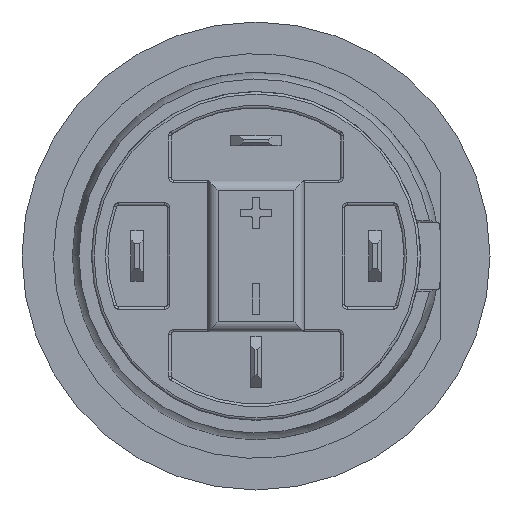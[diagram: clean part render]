
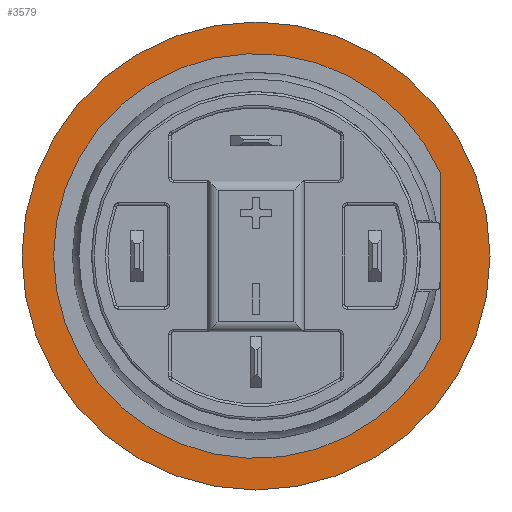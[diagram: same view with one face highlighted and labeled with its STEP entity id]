
A CAD part, front view. The second image highlights one B-rep face of the part: STEP entity #3579.
In plain terms, the highlighted planar face has unit normal (0, -1, 0).
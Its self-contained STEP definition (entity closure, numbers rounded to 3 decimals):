
#102=PLANE('',#3986);
#804=FACE_BOUND('',#1272,.T.);
#1046=FACE_OUTER_BOUND('',#1271,.T.);
#1271=EDGE_LOOP('',(#3337,#3338));
#1272=EDGE_LOOP('',(#3339,#3340));
#1482=CIRCLE('',#3987,9.25);
#1483=CIRCLE('',#3988,9.25);
#1484=CIRCLE('',#3989,7.256);
#1485=CIRCLE('',#3990,7.256);
#1816=VERTEX_POINT('',#6509);
#1817=VERTEX_POINT('',#6510);
#1818=VERTEX_POINT('',#6513);
#1819=VERTEX_POINT('',#6514);
#2329=EDGE_CURVE('',#1816,#1817,#1482,.T.);
#2330=EDGE_CURVE('',#1817,#1816,#1483,.T.);
#2331=EDGE_CURVE('',#1818,#1819,#1484,.T.);
#2332=EDGE_CURVE('',#1819,#1818,#1485,.T.);
#3337=ORIENTED_EDGE('',*,*,#2329,.T.);
#3338=ORIENTED_EDGE('',*,*,#2330,.T.);
#3339=ORIENTED_EDGE('',*,*,#2331,.F.);
#3340=ORIENTED_EDGE('',*,*,#2332,.F.);
#3579=ADVANCED_FACE('',(#1046,#804),#102,.T.);
#3986=AXIS2_PLACEMENT_3D('',#6508,#5063,#5064);
#3987=AXIS2_PLACEMENT_3D('',#6511,#5065,#5066);
#3988=AXIS2_PLACEMENT_3D('',#6512,#5067,#5068);
#3989=AXIS2_PLACEMENT_3D('',#6515,#5069,#5070);
#3990=AXIS2_PLACEMENT_3D('',#6516,#5071,#5072);
#5063=DIRECTION('center_axis',(0.,-1.,0.));
#5064=DIRECTION('ref_axis',(0.,0.,-1.));
#5065=DIRECTION('center_axis',(0.,-1.,0.));
#5066=DIRECTION('ref_axis',(1.,0.,0.));
#5067=DIRECTION('center_axis',(0.,-1.,0.));
#5068=DIRECTION('ref_axis',(1.,0.,0.));
#5069=DIRECTION('center_axis',(0.,-1.,0.));
#5070=DIRECTION('ref_axis',(1.,0.,0.));
#5071=DIRECTION('center_axis',(0.,-1.,0.));
#5072=DIRECTION('ref_axis',(1.,0.,0.));
#6508=CARTESIAN_POINT('Origin',(8.253,0.,0.));
#6509=CARTESIAN_POINT('',(9.25,0.,0.));
#6510=CARTESIAN_POINT('',(-9.25,0.,0.));
#6511=CARTESIAN_POINT('Origin',(0.,0.,0.));
#6512=CARTESIAN_POINT('Origin',(0.,0.,0.));
#6513=CARTESIAN_POINT('',(7.256,0.,0.));
#6514=CARTESIAN_POINT('',(-7.256,0.,0.));
#6515=CARTESIAN_POINT('Origin',(0.,0.,0.));
#6516=CARTESIAN_POINT('Origin',(0.,0.,0.));
